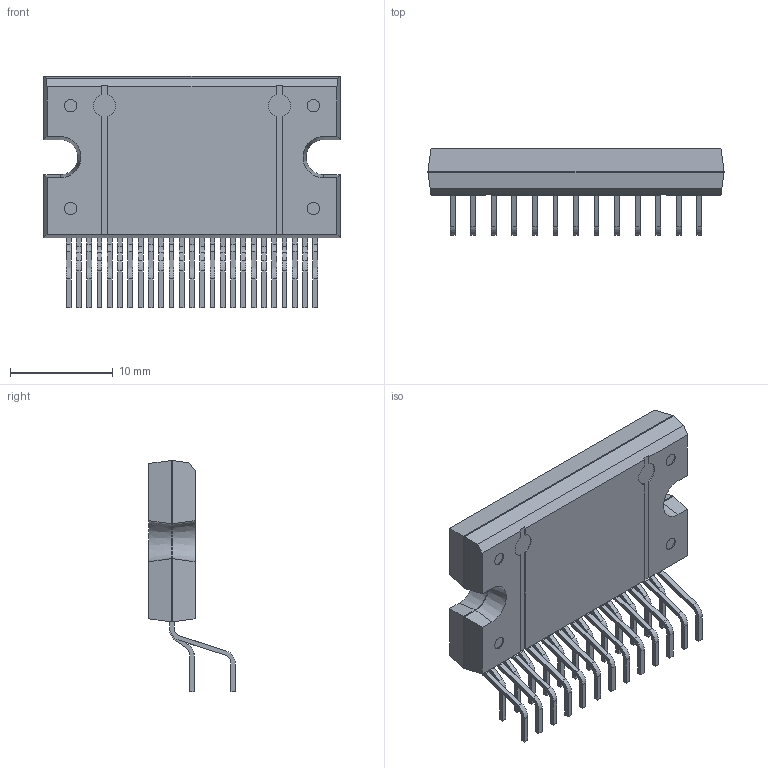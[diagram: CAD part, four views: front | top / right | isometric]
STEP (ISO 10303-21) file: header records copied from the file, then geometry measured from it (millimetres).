
FILE_DESCRIPTION (( 'STEP AP214' ), '1' );
FILE_NAME ('HZIP25-P-1.0_TB6600HG.step', '2022-07-05T11:12:10', ( '' ), ( '' ), 'SwSTEP 2.0', 'SolidWorks 2020', '' );
FILE_SCHEMA (( 'AUTOMOTIVE_DESIGN' ));
Length unit declared in the file: millimetre
Products named in the file (1): HZIP25-P-1.0_TB6600HG
Bounding box: 28.8 x 8.41 x 22.47 mm (x, y, z)
Volume: 1917 mm3; surface area: 1659.1 mm2
Topology: 1 solids, 1 shells, 655 faces, 1866 edges, 1236 vertices
Faces by surface type: plane 439, cylinder 114, bspline 98, cone 4
Entity records: 28915 total; most frequent: CARTESIAN_POINT 5064, ORIENTED_EDGE 3732, DIRECTION 3018, EDGE_CURVE 1866, LINE 1430, VECTOR 1430, VERTEX_POINT 1236, AXIS2_PLACEMENT_3D 794
